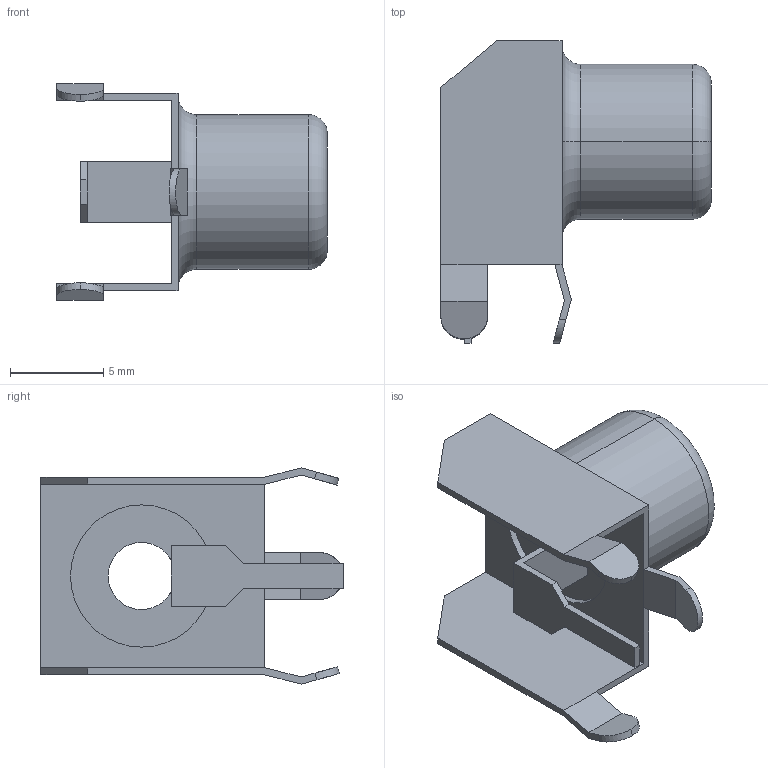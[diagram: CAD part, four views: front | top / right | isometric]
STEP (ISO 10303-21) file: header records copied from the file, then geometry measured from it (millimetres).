
FILE_DESCRIPTION(('STEP AP242'),'1');
FILE_NAME('rcj-011.stp','2018-10-31T12:04:38',('TraceParts'),('TraceParts S.A.'),'Spatial InterOp 3D',' ',' ');
FILE_SCHEMA(('AP242_MANAGED_MODEL_BASED_3D_ENGINEERING_MIM_LF {1 0 10303 442 1 1 4}'));
Length unit declared in the file: millimetre
Products named in the file (1): rcj-011
Bounding box: 14.5 x 16.2 x 11.6 mm (x, y, z)
Volume: 451.8 mm3; surface area: 972.2 mm2
Topology: 1 solids, 1 shells, 62 faces, 159 edges, 102 vertices
Faces by surface type: plane 45, cylinder 13, torus 4
Entity records: 2386 total; most frequent: CARTESIAN_POINT 330, ORIENTED_EDGE 318, DIRECTION 317, EDGE_CURVE 159, LINE 123, VECTOR 123, VERTEX_POINT 102, AXIS2_PLACEMENT_3D 97
